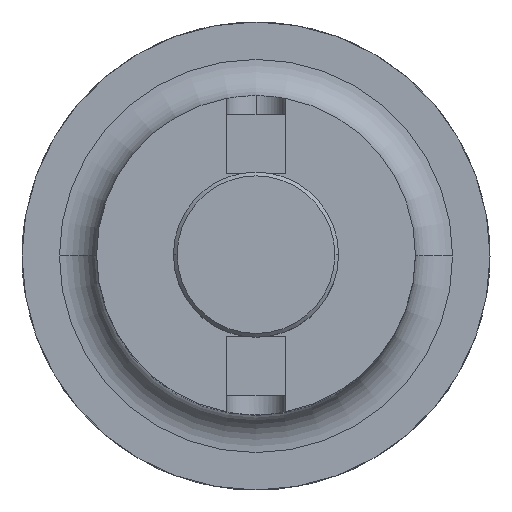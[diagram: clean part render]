
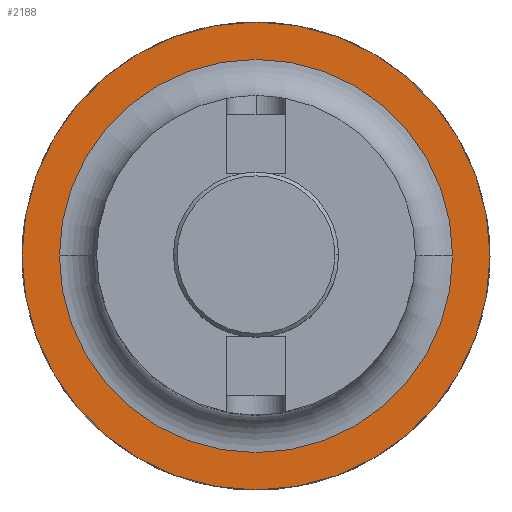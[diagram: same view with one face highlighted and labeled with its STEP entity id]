
A CAD part, top view. The second image highlights one B-rep face of the part: STEP entity #2188.
In plain terms, the highlighted planar face has unit normal (0, 0, 1).
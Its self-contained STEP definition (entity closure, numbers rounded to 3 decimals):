
#42 = CIRCLE ( 'NONE', #1913, 26.463 ) ;
#65 = DIRECTION ( 'NONE',  ( 0., 0., -1. ) ) ;
#68 = CARTESIAN_POINT ( 'NONE',  ( 0., 0., 27. ) ) ;
#72 = DIRECTION ( 'NONE',  ( 0., 0., -1. ) ) ;
#117 = CIRCLE ( 'NONE', #585, 31.5 ) ;
#118 = CIRCLE ( 'NONE', #2038, 26.463 ) ;
#201 = EDGE_CURVE ( 'NONE', #1046, #1897, #118, .T. ) ;
#406 = CIRCLE ( 'NONE', #2320, 31.5 ) ;
#416 = CARTESIAN_POINT ( 'NONE',  ( -31.5, 0., 27. ) ) ;
#585 = AXIS2_PLACEMENT_3D ( 'NONE', #1216, #72, #1401 ) ;
#628 = PLANE ( 'NONE',  #856 ) ;
#637 = DIRECTION ( 'NONE',  ( 0., 0., -1. ) ) ;
#690 = EDGE_LOOP ( 'NONE', ( #850, #1003 ) ) ;
#775 = DIRECTION ( 'NONE',  ( 0., 0., -1. ) ) ;
#826 = DIRECTION ( 'NONE',  ( 0., 0., -1. ) ) ;
#850 = ORIENTED_EDGE ( 'NONE', *, *, #201, .T. ) ;
#856 = AXIS2_PLACEMENT_3D ( 'NONE', #68, #826, #2154 ) ;
#944 = EDGE_CURVE ( 'NONE', #1315, #2077, #117, .T. ) ;
#1003 = ORIENTED_EDGE ( 'NONE', *, *, #2026, .T. ) ;
#1046 = VERTEX_POINT ( 'NONE', #2395 ) ;
#1207 = CARTESIAN_POINT ( 'NONE',  ( 0., 0., 27. ) ) ;
#1216 = CARTESIAN_POINT ( 'NONE',  ( 0., 0., 27. ) ) ;
#1315 = VERTEX_POINT ( 'NONE', #1939 ) ;
#1324 = EDGE_CURVE ( 'NONE', #2077, #1315, #406, .T. ) ;
#1356 = ORIENTED_EDGE ( 'NONE', *, *, #944, .F. ) ;
#1379 = FACE_BOUND ( 'NONE', #690, .T. ) ;
#1391 = DIRECTION ( 'NONE',  ( -1., 0., 0. ) ) ;
#1401 = DIRECTION ( 'NONE',  ( -1., 0., 0. ) ) ;
#1460 = ORIENTED_EDGE ( 'NONE', *, *, #1324, .F. ) ;
#1777 = EDGE_LOOP ( 'NONE', ( #1460, #1356 ) ) ;
#1897 = VERTEX_POINT ( 'NONE', #1992 ) ;
#1913 = AXIS2_PLACEMENT_3D ( 'NONE', #1914, #775, #2100 ) ;
#1914 = CARTESIAN_POINT ( 'NONE',  ( 0., 0., 27. ) ) ;
#1939 = CARTESIAN_POINT ( 'NONE',  ( 31.5, 0., 27. ) ) ;
#1975 = DIRECTION ( 'NONE',  ( -1., 0., 0. ) ) ;
#1992 = CARTESIAN_POINT ( 'NONE',  ( 26.463, 0., 27. ) ) ;
#2026 = EDGE_CURVE ( 'NONE', #1897, #1046, #42, .T. ) ;
#2038 = AXIS2_PLACEMENT_3D ( 'NONE', #2343, #637, #1975 ) ;
#2077 = VERTEX_POINT ( 'NONE', #416 ) ;
#2100 = DIRECTION ( 'NONE',  ( -1., 0., 0. ) ) ;
#2154 = DIRECTION ( 'NONE',  ( -1., 0., 0. ) ) ;
#2188 = ADVANCED_FACE ( 'NONE', ( #1379, #2321 ), #628, .F. ) ;
#2320 = AXIS2_PLACEMENT_3D ( 'NONE', #1207, #65, #1391 ) ;
#2321 = FACE_OUTER_BOUND ( 'NONE', #1777, .T. ) ;
#2343 = CARTESIAN_POINT ( 'NONE',  ( 0., 0., 27. ) ) ;
#2395 = CARTESIAN_POINT ( 'NONE',  ( -26.463, 0., 27. ) ) ;
